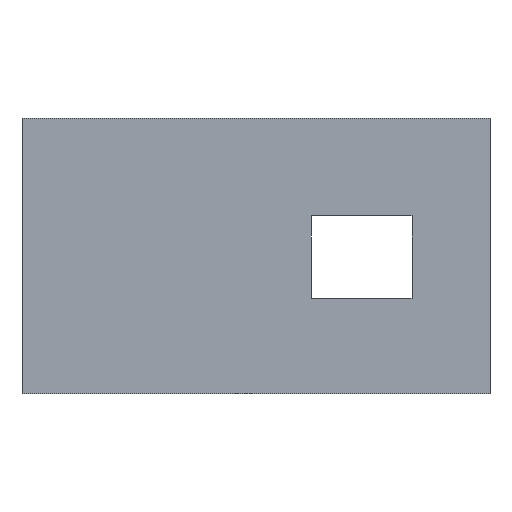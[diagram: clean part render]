
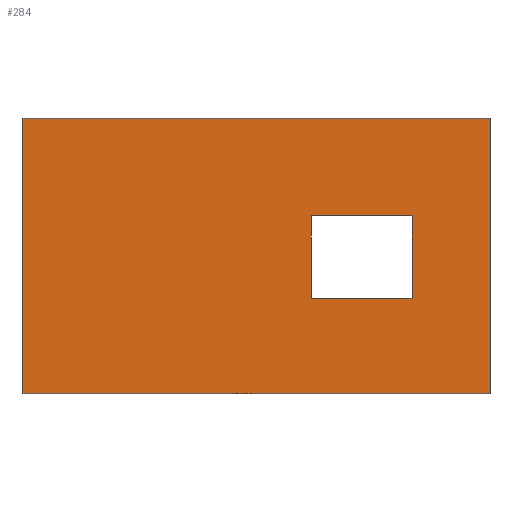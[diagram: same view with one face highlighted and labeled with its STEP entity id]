
A CAD part, front view. The second image highlights one B-rep face of the part: STEP entity #284.
In plain terms, the highlighted planar face has unit normal (0, -1, 0).
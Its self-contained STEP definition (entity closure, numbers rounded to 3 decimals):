
#17=FACE_BOUND('',#50,.T.);
#32=FACE_OUTER_BOUND('',#49,.T.);
#49=EDGE_LOOP('',(#247,#248,#249,#250));
#50=EDGE_LOOP('',(#251,#252,#253,#254));
#51=LINE('',#386,#87);
#55=LINE('',#394,#91);
#58=LINE('',#400,#94);
#61=LINE('',#405,#97);
#75=LINE('',#435,#111);
#79=LINE('',#443,#115);
#82=LINE('',#449,#118);
#85=LINE('',#454,#121);
#87=VECTOR('',#318,10.);
#91=VECTOR('',#324,10.);
#94=VECTOR('',#329,10.);
#97=VECTOR('',#334,10.);
#111=VECTOR('',#360,10.);
#115=VECTOR('',#366,10.);
#118=VECTOR('',#371,10.);
#121=VECTOR('',#376,10.);
#123=VERTEX_POINT('',#384);
#124=VERTEX_POINT('',#385);
#127=VERTEX_POINT('',#393);
#129=VERTEX_POINT('',#399);
#139=VERTEX_POINT('',#433);
#140=VERTEX_POINT('',#434);
#143=VERTEX_POINT('',#442);
#145=VERTEX_POINT('',#448);
#147=EDGE_CURVE('',#123,#124,#51,.T.);
#151=EDGE_CURVE('',#124,#127,#55,.T.);
#154=EDGE_CURVE('',#127,#129,#58,.T.);
#157=EDGE_CURVE('',#129,#123,#61,.T.);
#171=EDGE_CURVE('',#139,#140,#75,.T.);
#175=EDGE_CURVE('',#140,#143,#79,.T.);
#178=EDGE_CURVE('',#143,#145,#82,.T.);
#181=EDGE_CURVE('',#145,#139,#85,.T.);
#247=ORIENTED_EDGE('',*,*,#181,.T.);
#248=ORIENTED_EDGE('',*,*,#171,.T.);
#249=ORIENTED_EDGE('',*,*,#175,.T.);
#250=ORIENTED_EDGE('',*,*,#178,.T.);
#251=ORIENTED_EDGE('',*,*,#154,.T.);
#252=ORIENTED_EDGE('',*,*,#157,.T.);
#253=ORIENTED_EDGE('',*,*,#147,.T.);
#254=ORIENTED_EDGE('',*,*,#151,.T.);
#269=PLANE('',#313);
#284=ADVANCED_FACE('',(#32,#17),#269,.F.);
#313=AXIS2_PLACEMENT_3D('',#457,#380,#381);
#318=DIRECTION('',(0.,0.,-1.));
#324=DIRECTION('',(-1.,0.,0.));
#329=DIRECTION('',(0.,0.,1.));
#334=DIRECTION('',(1.,0.,0.));
#360=DIRECTION('',(0.,0.,-1.));
#366=DIRECTION('',(1.,0.,0.));
#371=DIRECTION('',(0.,0.,1.));
#376=DIRECTION('',(-1.,0.,0.));
#380=DIRECTION('center_axis',(0.,1.,0.));
#381=DIRECTION('ref_axis',(1.,0.,0.));
#384=CARTESIAN_POINT('',(42.5,0.,19.375));
#385=CARTESIAN_POINT('',(42.5,0.,10.375));
#386=CARTESIAN_POINT('',(42.5,0.,12.688));
#393=CARTESIAN_POINT('',(31.5,0.,10.375));
#394=CARTESIAN_POINT('',(28.5,0.,10.375));
#399=CARTESIAN_POINT('',(31.5,0.,19.375));
#400=CARTESIAN_POINT('',(31.5,0.,17.188));
#405=CARTESIAN_POINT('',(34.,0.,19.375));
#433=CARTESIAN_POINT('',(0.,0.,30.));
#434=CARTESIAN_POINT('',(0.,0.,0.));
#435=CARTESIAN_POINT('',(0.,0.,30.));
#442=CARTESIAN_POINT('',(51.,0.,0.));
#443=CARTESIAN_POINT('',(0.,0.,0.));
#448=CARTESIAN_POINT('',(51.,0.,30.));
#449=CARTESIAN_POINT('',(51.,0.,0.));
#454=CARTESIAN_POINT('',(51.,0.,30.));
#457=CARTESIAN_POINT('Origin',(25.5,0.,15.));
